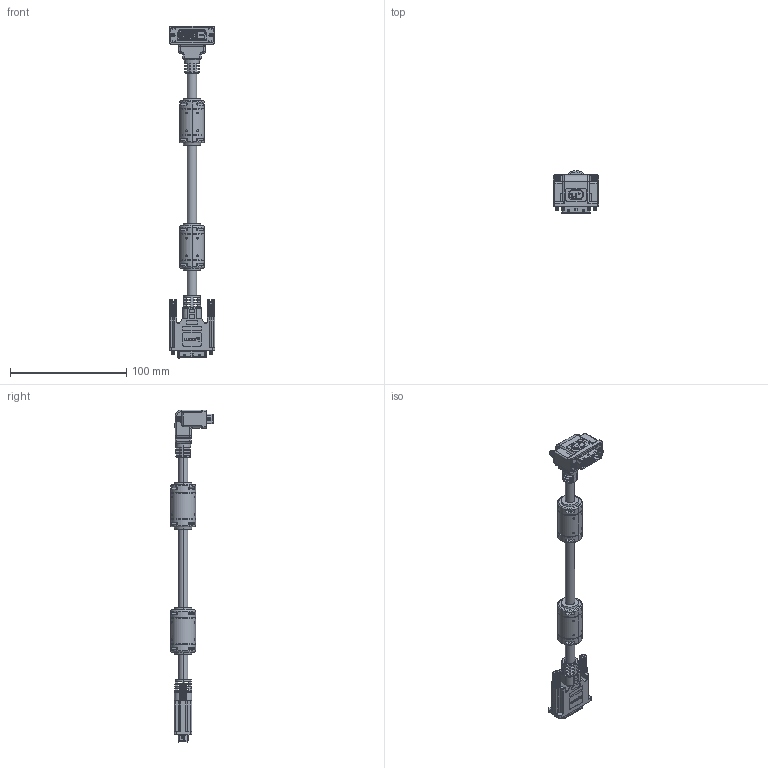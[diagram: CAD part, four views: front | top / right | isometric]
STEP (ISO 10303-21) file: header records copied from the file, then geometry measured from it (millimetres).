
FILE_DESCRIPTION (( 'STEP AP214' ), '1' );
FILE_NAME ('DVIDD-RA2Z.STEP', '2013-11-14T15:08:28', ( 'L-Com' ), ( 'L-Com Global Connectivity' ), 'SwSTEP 2.0', 'SolidWorks 2012', '' );
FILE_SCHEMA (( 'AUTOMOTIVE_DESIGN' ));
Length unit declared in the file: millimetre
Products named in the file (12): 1AH01-009___; DVI RA END THUMBSCREW FOR SP60512___; DVI-DL(24+1)MM ASM1_NEW LOGO; 1AJ01-018___; DVI-DL(24+1)M METAL CAN_默认1; SCREW_默认1; dvi-DL(24+1)MM+inner molding_默认1; MTN-546; MTN-545_FLIP LOGO 180ø; DVI-ISL(18+5)M FERRITE AND JACKET(FOR ASSEMBLY)_默认; DVI-ISL CABLELINE_默认; DVIDD-RA2Z
Assembly tree (14 placements, depth 3):
  DVIDD-RA2Z
    DVI-ISL CABLELINE_默认
    DVI-ISL(18+5)M FERRITE AND JACKET(FOR ASSEMBLY)_默认  x2
    MTN-545_FLIP LOGO 180ø
    MTN-546
    DVI-DL(24+1)MM ASM1_NEW LOGO
      dvi-DL(24+1)MM+inner molding_默认1
      SCREW_默认1  x2
      DVI-DL(24+1)M METAL CAN_默认1
      1AJ01-018___
    DVI RA END THUMBSCREW FOR SP60512___  x2
    1AH01-009___
Bounding box: 39.07 x 36.65 x 286.13 mm (x, y, z)
Volume: 75667.1 mm3; surface area: 52919.2 mm2
Topology: 26 solids, 26 shells, 4693 faces, 11852 edges, 7369 vertices
Faces by surface type: plane 2288, bspline 1237, cylinder 914, cone 164, torus 70, sphere 20
Entity records: 136651 total; most frequent: CARTESIAN_POINT 49202, ORIENTED_EDGE 19126, DIRECTION 15638, EDGE_CURVE 9563, VECTOR 6214, LINE 6214, VERTEX_POINT 6007, AXIS2_PLACEMENT_3D 4712
